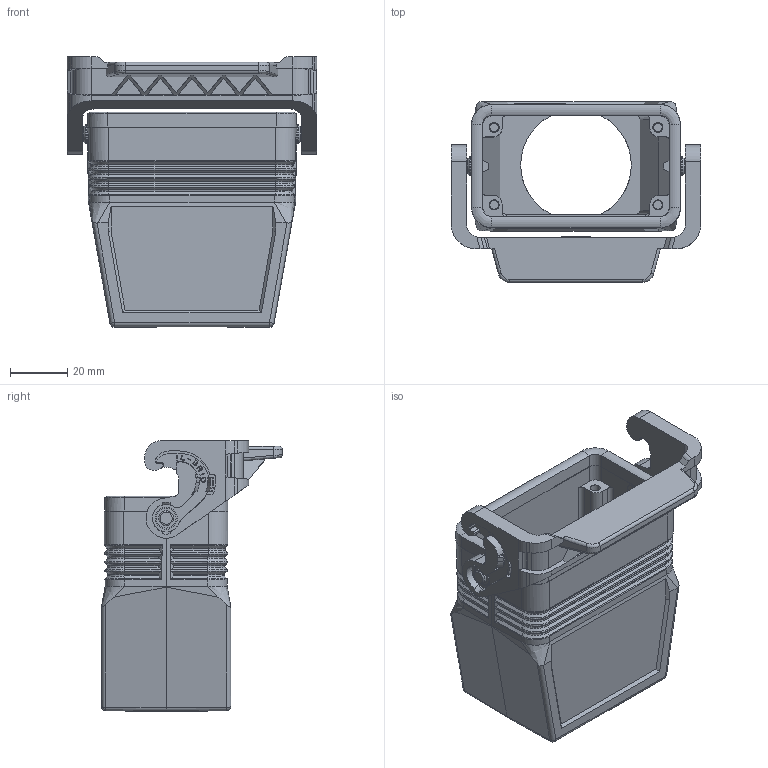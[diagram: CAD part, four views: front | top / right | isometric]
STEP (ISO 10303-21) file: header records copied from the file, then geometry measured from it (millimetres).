
FILE_DESCRIPTION(('Creo Elements/Direct Modeling STEP Export'),'2;1');
FILE_NAME('37jbk2e5pl5um3h4548','2023-03-10T11:58:48',(''),(''),'Creo Elements/Direct Modeling STEP processor for AP214 (Solid Model)','Creo Elements/Direct Modeling 20.1B 02-Apr-2019 (C) Parametric Technology GmbH','');
FILE_SCHEMA(('AUTOMOTIVE_DESIGN { 1 0 10303 214 1 1 1 1 }'));
Products named in the file (4): MLFV 10 LG32; MLFV 10 LG25; MLFV 10 LG40
Assembly tree (3 placements, depth 4):
  MLFV 10 LG40
    MLFV 10 LG25
      MLFV 10 LG32
        MLFV 10 LG32
Bounding box: 87 x 63 x 94.25 mm (x, y, z)
Volume: 83768 mm3; surface area: 45002.6 mm2
Topology: 1 solids, 1 shells, 1218 faces, 3200 edges, 2031 vertices
Faces by surface type: plane 711, cylinder 305, bspline 102, torus 46, extrusion 28, cone 22, sphere 4
Entity records: 70630 total; most frequent: CARTESIAN_POINT 32003, ORIENTED_EDGE 6392, DIRECTION 5519, EDGE_CURVE 3196, VECTOR 2213, LINE 2185, VERTEX_POINT 2031, AXIS2_PLACEMENT_3D 1653
